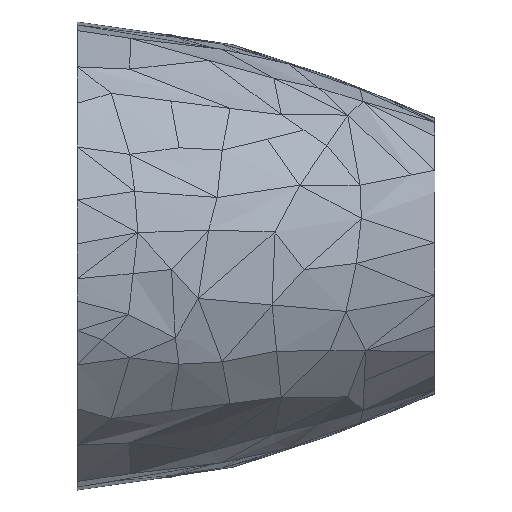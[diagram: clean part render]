
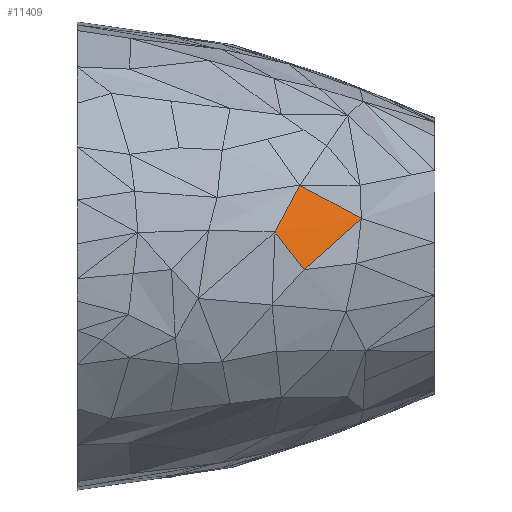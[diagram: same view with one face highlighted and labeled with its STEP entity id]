
A CAD part, left-side view. The second image highlights one B-rep face of the part: STEP entity #11409.
In plain terms, the highlighted free-form (B-spline) face has degree [1, 1] with [2, 2] control points.
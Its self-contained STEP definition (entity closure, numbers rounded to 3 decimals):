
#225 = ORIENTED_EDGE ( 'NONE', *, *, #20946, .T. ) ;
#228 = ORIENTED_EDGE ( 'NONE', *, *, #1455, .F. ) ;
#829 = CARTESIAN_POINT ( 'NONE',  ( -688.987, -368., -22. ) ) ;
#1455 = EDGE_CURVE ( 'NONE', #4203, #12650, #6133, .T. ) ;
#2060 = EDGE_CURVE ( 'NONE', #3533, #12650, #6236, .T. ) ;
#2803 = EDGE_LOOP ( 'NONE', ( #228, #18040, #225, #7894 ) ) ;
#3296 = CARTESIAN_POINT ( 'NONE',  ( -715.527, -321., 39. ) ) ;
#3533 = VERTEX_POINT ( 'NONE', #3296 ) ;
#4203 = VERTEX_POINT ( 'NONE', #10841 ) ;
#6133 = LINE ( 'NONE', #7792, #11095 ) ;
#6236 = LINE ( 'NONE', #12994, #11804 ) ;
#7112 = FACE_OUTER_BOUND ( 'NONE', #2803, .T. ) ;
#7147 = DIRECTION ( 'NONE',  ( -0.465, 0.412, -0.784 ) ) ;
#7792 = CARTESIAN_POINT ( 'NONE',  ( -613.845, -461., 61. ) ) ;
#7894 = ORIENTED_EDGE ( 'NONE', *, *, #2060, .T. ) ;
#8562 = CARTESIAN_POINT ( 'NONE',  ( -613.845, -461., 61. ) ) ;
#10295 = DIRECTION ( 'NONE',  ( 0.446, -0.788, -0.425 ) ) ;
#10431 = EDGE_CURVE ( 'NONE', #20136, #4203, #18923, .T. ) ;
#10619 = CARTESIAN_POINT ( 'NONE',  ( -670.461, -361., 115. ) ) ;
#10652 = CARTESIAN_POINT ( 'NONE',  ( -688.987, -368., -22. ) ) ;
#10841 = CARTESIAN_POINT ( 'NONE',  ( -613.845, -461., 61. ) ) ;
#11095 = VECTOR ( 'NONE', #17976, 1000. ) ;
#11409 = ADVANCED_FACE ( 'NONE', ( #7112 ), #21695, .T. ) ;
#11804 = VECTOR ( 'NONE', #19733, 1000. ) ;
#12650 = VERTEX_POINT ( 'NONE', #829 ) ;
#12994 = CARTESIAN_POINT ( 'NONE',  ( -688.987, -368., -22. ) ) ;
#13648 = CARTESIAN_POINT ( 'NONE',  ( -715.527, -321., 39. ) ) ;
#14713 = VECTOR ( 'NONE', #10295, 1000. ) ;
#15255 = CARTESIAN_POINT ( 'NONE',  ( -670.461, -361., 115. ) ) ;
#15311 = CARTESIAN_POINT ( 'NONE',  ( -670.461, -361., 115. ) ) ;
#15562 = LINE ( 'NONE', #20431, #21541 ) ;
#17976 = DIRECTION ( 'NONE',  ( -0.516, 0.639, -0.57 ) ) ;
#18040 = ORIENTED_EDGE ( 'NONE', *, *, #10431, .F. ) ;
#18923 = LINE ( 'NONE', #10619, #14713 ) ;
#19733 = DIRECTION ( 'NONE',  ( 0.326, -0.577, -0.749 ) ) ;
#20136 = VERTEX_POINT ( 'NONE', #15255 ) ;
#20431 = CARTESIAN_POINT ( 'NONE',  ( -692.994, -341., 77. ) ) ;
#20946 = EDGE_CURVE ( 'NONE', #20136, #3533, #15562, .T. ) ;
#21541 = VECTOR ( 'NONE', #7147, 1000. ) ;
#21695 = B_SPLINE_SURFACE_WITH_KNOTS ( 'NONE', 1, 1, ( 
 ( #15311, #8562 ),
 ( #13648, #10652 ) ),
 .UNSPECIFIED., .F., .F., .F.,
 ( 2, 2 ),
 ( 2, 2 ),
 ( 0., 145.548 ),
 ( 0., 126.97 ),
 .UNSPECIFIED. ) ;
